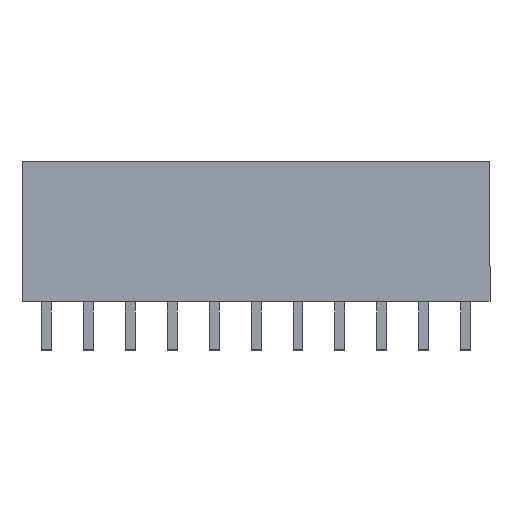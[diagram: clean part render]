
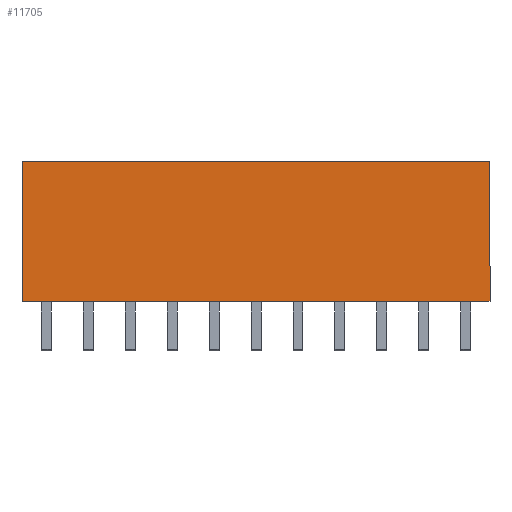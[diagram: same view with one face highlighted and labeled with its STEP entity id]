
A CAD part, front view. The second image highlights one B-rep face of the part: STEP entity #11705.
In plain terms, the highlighted planar face has unit normal (0, -1, 0).
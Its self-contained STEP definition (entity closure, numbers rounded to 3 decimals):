
#602=FACE_OUTER_BOUND('',#1310,.T.);
#1310=EDGE_LOOP('',(#8370,#8371,#8372,#8373));
#1801=LINE('',#15492,#3207);
#2199=LINE('',#16821,#3605);
#2401=LINE('',#17233,#3807);
#2404=LINE('',#17239,#3810);
#3207=VECTOR('',#12841,1.);
#3605=VECTOR('',#13467,1.);
#3807=VECTOR('',#13835,1.);
#3810=VECTOR('',#13842,1.);
#4613=VERTEX_POINT('',#15489);
#4614=VERTEX_POINT('',#15491);
#5026=VERTEX_POINT('',#16817);
#5154=VERTEX_POINT('',#17232);
#5673=EDGE_CURVE('',#4614,#4613,#1801,.T.);
#6161=EDGE_CURVE('',#4614,#5026,#2199,.T.);
#6363=EDGE_CURVE('',#5026,#5154,#2401,.T.);
#6366=EDGE_CURVE('',#4613,#5154,#2404,.T.);
#8370=ORIENTED_EDGE('',*,*,#6366,.T.);
#8371=ORIENTED_EDGE('',*,*,#6363,.F.);
#8372=ORIENTED_EDGE('',*,*,#6161,.F.);
#8373=ORIENTED_EDGE('',*,*,#5673,.T.);
#10738=PLANE('',#12409);
#11705=ADVANCED_FACE('',(#602),#10738,.F.);
#12409=AXIS2_PLACEMENT_3D('',#17238,#13840,#13841);
#12841=DIRECTION('',(0.,0.,-1.));
#13467=DIRECTION('',(1.,0.,0.));
#13835=DIRECTION('',(0.,0.,-1.));
#13840=DIRECTION('center_axis',(0.,1.,0.));
#13841=DIRECTION('ref_axis',(0.,0.,1.));
#13842=DIRECTION('',(1.,0.,0.));
#15489=CARTESIAN_POINT('',(-14.17,-2.5,0.));
#15491=CARTESIAN_POINT('',(-14.17,-2.5,8.5));
#15492=CARTESIAN_POINT('',(-14.17,-2.5,8.5));
#16817=CARTESIAN_POINT('',(14.17,-2.5,8.5));
#16821=CARTESIAN_POINT('',(-14.17,-2.5,8.5));
#17232=CARTESIAN_POINT('',(14.17,-2.5,0.));
#17233=CARTESIAN_POINT('',(14.17,-2.5,8.5));
#17238=CARTESIAN_POINT('Origin',(-14.17,-2.5,8.5));
#17239=CARTESIAN_POINT('',(-14.17,-2.5,0.));
